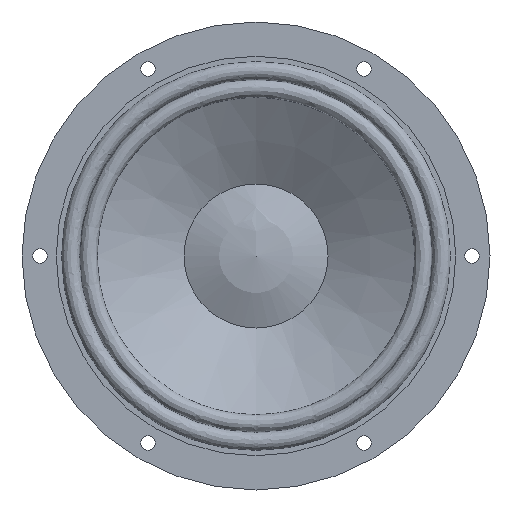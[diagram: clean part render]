
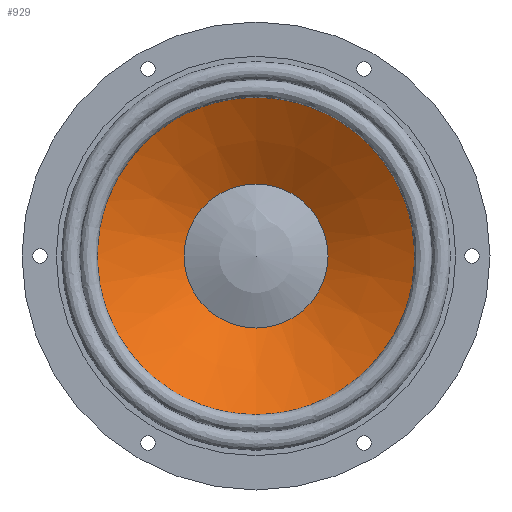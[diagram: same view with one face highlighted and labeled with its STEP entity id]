
A CAD part, front view. The second image highlights one B-rep face of the part: STEP entity #929.
In plain terms, the highlighted conical face has half-angle 58.579 degrees and reference radius 40 mm.
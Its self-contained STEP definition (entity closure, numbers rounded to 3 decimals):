
#441 = SURFACE_OF_REVOLUTION('',#442,#447);
#442 = CIRCLE('',#443,5.);
#443 = AXIS2_PLACEMENT_3D('',#444,#445,#446);
#444 = CARTESIAN_POINT('',(0.,-3.,93.));
#445 = DIRECTION('',(1.,0.,0.));
#446 = DIRECTION('',(0.,1.,0.));
#447 = AXIS1_PLACEMENT('',#448,#449);
#448 = CARTESIAN_POINT('',(0.,0.,0.));
#449 = DIRECTION('',(0.,1.,0.));
#822 = VERTEX_POINT('',#823);
#823 = CARTESIAN_POINT('',(0.,-0.393,
    88.733));
#845 = EDGE_CURVE('',#822,#822,#846,.T.);
#846 = SURFACE_CURVE('',#847,(#852,#859),.PCURVE_S1.);
#847 = CIRCLE('',#848,88.733);
#848 = AXIS2_PLACEMENT_3D('',#849,#850,#851);
#849 = CARTESIAN_POINT('',(0.,-0.393,
    0.));
#850 = DIRECTION('',(0.,1.,0.));
#851 = DIRECTION('',(0.,0.,1.));
#852 = PCURVE('',#441,#853);
#853 = DEFINITIONAL_REPRESENTATION('',(#854),#858);
#854 = LINE('',#855,#856);
#855 = CARTESIAN_POINT('',(0.,5.261));
#856 = VECTOR('',#857,1.);
#857 = DIRECTION('',(1.,0.));
#858 = ( GEOMETRIC_REPRESENTATION_CONTEXT(2) 
PARAMETRIC_REPRESENTATION_CONTEXT() REPRESENTATION_CONTEXT('2D SPACE',''
  ) );
#859 = PCURVE('',#860,#865);
#860 = CONICAL_SURFACE('',#861,40.,1.022);
#861 = AXIS2_PLACEMENT_3D('',#862,#863,#864);
#862 = CARTESIAN_POINT('',(0.,29.377,
    0.));
#863 = DIRECTION('',(0.,-1.,0.));
#864 = DIRECTION('',(0.,0.,1.));
#865 = DEFINITIONAL_REPRESENTATION('',(#866),#870);
#866 = LINE('',#867,#868);
#867 = CARTESIAN_POINT('',(0.,29.771));
#868 = VECTOR('',#869,1.);
#869 = DIRECTION('',(-1.,0.));
#870 = ( GEOMETRIC_REPRESENTATION_CONTEXT(2) 
PARAMETRIC_REPRESENTATION_CONTEXT() REPRESENTATION_CONTEXT('2D SPACE',''
  ) );
#929 = ADVANCED_FACE('',(#930),#860,.F.);
#930 = FACE_BOUND('',#931,.T.);
#931 = EDGE_LOOP('',(#932,#961,#982,#983));
#932 = ORIENTED_EDGE('',*,*,#933,.T.);
#933 = EDGE_CURVE('',#934,#934,#936,.T.);
#934 = VERTEX_POINT('',#935);
#935 = CARTESIAN_POINT('',(0.,29.377,40.));
#936 = SURFACE_CURVE('',#937,(#942,#949),.PCURVE_S1.);
#937 = CIRCLE('',#938,40.);
#938 = AXIS2_PLACEMENT_3D('',#939,#940,#941);
#939 = CARTESIAN_POINT('',(0.,29.377,
    0.));
#940 = DIRECTION('',(0.,1.,0.));
#941 = DIRECTION('',(0.,0.,1.));
#942 = PCURVE('',#860,#943);
#943 = DEFINITIONAL_REPRESENTATION('',(#944),#948);
#944 = LINE('',#945,#946);
#945 = CARTESIAN_POINT('',(0.,0.));
#946 = VECTOR('',#947,1.);
#947 = DIRECTION('',(-1.,0.));
#948 = ( GEOMETRIC_REPRESENTATION_CONTEXT(2) 
PARAMETRIC_REPRESENTATION_CONTEXT() REPRESENTATION_CONTEXT('2D SPACE',''
  ) );
#949 = PCURVE('',#950,#955);
#950 = SPHERICAL_SURFACE('',#951,90.);
#951 = AXIS2_PLACEMENT_3D('',#952,#953,#954);
#952 = CARTESIAN_POINT('',(0.,110.,0.)
  );
#953 = DIRECTION('',(0.,-1.,0.));
#954 = DIRECTION('',(0.,0.,1.));
#955 = DEFINITIONAL_REPRESENTATION('',(#956),#960);
#956 = LINE('',#957,#958);
#957 = CARTESIAN_POINT('',(0.,1.11));
#958 = VECTOR('',#959,1.);
#959 = DIRECTION('',(-1.,0.));
#960 = ( GEOMETRIC_REPRESENTATION_CONTEXT(2) 
PARAMETRIC_REPRESENTATION_CONTEXT() REPRESENTATION_CONTEXT('2D SPACE',''
  ) );
#961 = ORIENTED_EDGE('',*,*,#962,.T.);
#962 = EDGE_CURVE('',#934,#822,#963,.T.);
#963 = SEAM_CURVE('',#964,(#968,#975),.PCURVE_S1.);
#964 = LINE('',#965,#966);
#965 = CARTESIAN_POINT('',(0.,29.377,40.));
#966 = VECTOR('',#967,1.);
#967 = DIRECTION('',(0.,-0.521,0.853)
  );
#968 = PCURVE('',#860,#969);
#969 = DEFINITIONAL_REPRESENTATION('',(#970),#974);
#970 = LINE('',#971,#972);
#971 = CARTESIAN_POINT('',(0.,0.));
#972 = VECTOR('',#973,1.);
#973 = DIRECTION('',(0.,1.));
#974 = ( GEOMETRIC_REPRESENTATION_CONTEXT(2) 
PARAMETRIC_REPRESENTATION_CONTEXT() REPRESENTATION_CONTEXT('2D SPACE',''
  ) );
#975 = PCURVE('',#860,#976);
#976 = DEFINITIONAL_REPRESENTATION('',(#977),#981);
#977 = LINE('',#978,#979);
#978 = CARTESIAN_POINT('',(-6.283,0.));
#979 = VECTOR('',#980,1.);
#980 = DIRECTION('',(0.,1.));
#981 = ( GEOMETRIC_REPRESENTATION_CONTEXT(2) 
PARAMETRIC_REPRESENTATION_CONTEXT() REPRESENTATION_CONTEXT('2D SPACE',''
  ) );
#982 = ORIENTED_EDGE('',*,*,#845,.F.);
#983 = ORIENTED_EDGE('',*,*,#962,.F.);
